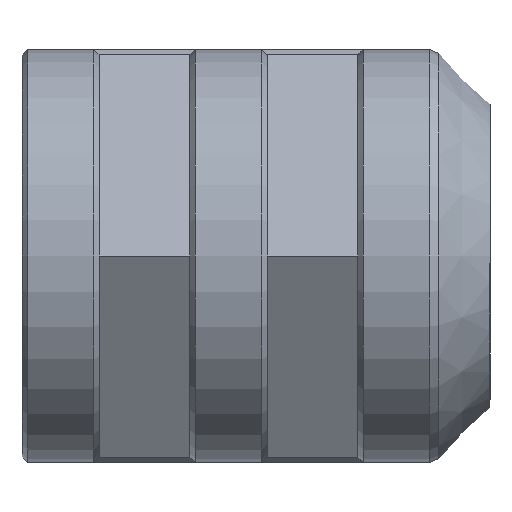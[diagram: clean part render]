
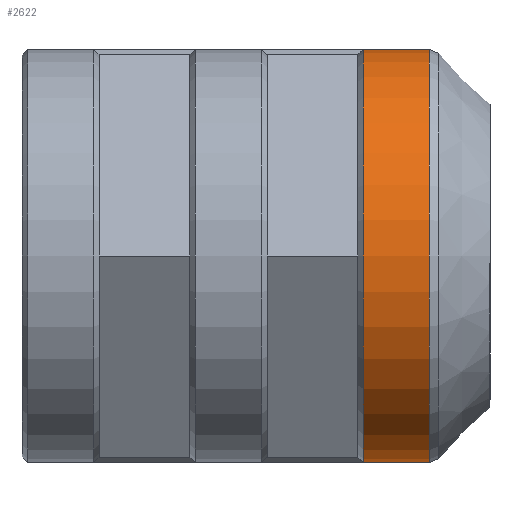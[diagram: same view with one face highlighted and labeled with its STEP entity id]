
A CAD part, left-side view. The second image highlights one B-rep face of the part: STEP entity #2622.
In plain terms, the highlighted cylindrical face has radius 7.5 mm (diameter 15 mm), a partial arc.
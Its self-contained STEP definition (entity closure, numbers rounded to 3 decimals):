
#22=CYLINDRICAL_SURFACE('',#2778,7.5);
#75=CIRCLE('',#2777,7.5);
#76=CIRCLE('',#2779,7.5);
#152=LINE('',#4075,#414);
#183=LINE('',#4451,#445);
#414=VECTOR('',#2960,10.);
#445=VECTOR('',#3009,10.);
#792=FACE_OUTER_BOUND('',#944,.T.);
#944=EDGE_LOOP('',(#2134,#2135,#2136,#2137));
#1190=VERTEX_POINT('',#4072);
#1191=VERTEX_POINT('',#4074);
#1235=VERTEX_POINT('',#4448);
#1236=VERTEX_POINT('',#4450);
#1452=EDGE_CURVE('',#1191,#1190,#152,.T.);
#1511=EDGE_CURVE('',#1235,#1236,#183,.T.);
#1598=EDGE_CURVE('',#1236,#1190,#75,.T.);
#1601=EDGE_CURVE('',#1191,#1235,#76,.T.);
#2134=ORIENTED_EDGE('',*,*,#1598,.F.);
#2135=ORIENTED_EDGE('',*,*,#1511,.F.);
#2136=ORIENTED_EDGE('',*,*,#1601,.F.);
#2137=ORIENTED_EDGE('',*,*,#1452,.T.);
#2622=ADVANCED_FACE('',(#792),#22,.T.);
#2777=AXIS2_PLACEMENT_3D('',#4774,#3150,#3151);
#2778=AXIS2_PLACEMENT_3D('',#4810,#3152,#3153);
#2779=AXIS2_PLACEMENT_3D('',#4811,#3154,#3155);
#2960=DIRECTION('',(0.,-1.,0.));
#3009=DIRECTION('',(0.,-1.,0.));
#3150=DIRECTION('center_axis',(0.,-1.,0.));
#3151=DIRECTION('ref_axis',(-1.,0.,0.));
#3152=DIRECTION('center_axis',(0.,-1.,0.));
#3153=DIRECTION('ref_axis',(-1.,0.,0.));
#3154=DIRECTION('center_axis',(0.,1.,0.));
#3155=DIRECTION('ref_axis',(-1.,0.,0.));
#4072=CARTESIAN_POINT('',(-8.5,0.2,0.));
#4074=CARTESIAN_POINT('',(-8.5,2.6,0.));
#4075=CARTESIAN_POINT('',(-8.5,2.8,0.));
#4448=CARTESIAN_POINT('',(-8.5,2.6,15.));
#4450=CARTESIAN_POINT('',(-8.5,0.2,15.));
#4451=CARTESIAN_POINT('',(-8.5,2.8,15.));
#4774=CARTESIAN_POINT('Origin',(-8.5,0.2,7.5));
#4810=CARTESIAN_POINT('Origin',(-8.5,2.8,7.5));
#4811=CARTESIAN_POINT('Origin',(-8.5,2.6,7.5));
